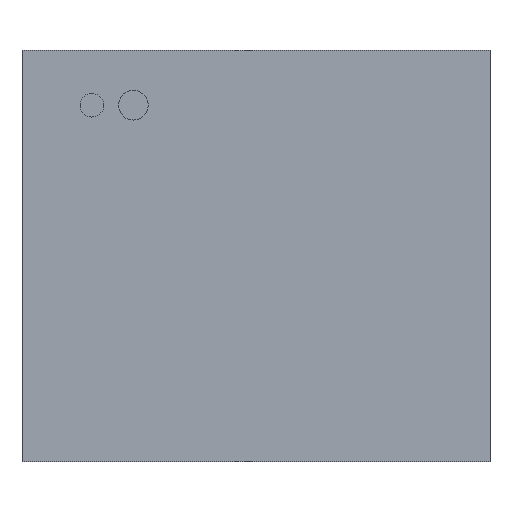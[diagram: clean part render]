
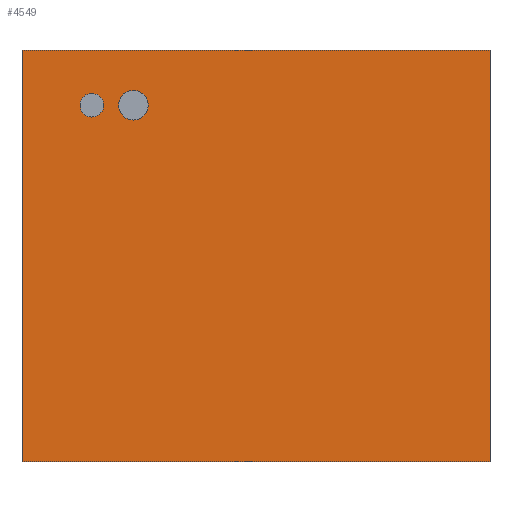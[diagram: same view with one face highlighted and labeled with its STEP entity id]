
A CAD part, front view. The second image highlights one B-rep face of the part: STEP entity #4549.
In plain terms, the highlighted planar face has unit normal (0, -1, 0).
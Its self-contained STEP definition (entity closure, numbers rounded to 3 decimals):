
#42=FACE_BOUND('',#435,.T.);
#43=FACE_BOUND('',#436,.T.);
#54=CIRCLE('',#4865,20.);
#56=CIRCLE('',#4869,25.);
#155=FACE_OUTER_BOUND('',#434,.T.);
#434=EDGE_LOOP('',(#3063,#3064,#3065,#3066));
#435=EDGE_LOOP('',(#3067));
#436=EDGE_LOOP('',(#3068));
#734=LINE('',#6486,#1340);
#736=LINE('',#6490,#1342);
#738=LINE('',#6494,#1344);
#740=LINE('',#6497,#1346);
#1340=VECTOR('',#5246,10.);
#1342=VECTOR('',#5250,10.);
#1344=VECTOR('',#5254,10.);
#1346=VECTOR('',#5258,10.);
#1924=VERTEX_POINT('',#6437);
#1926=VERTEX_POINT('',#6444);
#1939=VERTEX_POINT('',#6483);
#1940=VERTEX_POINT('',#6485);
#1941=VERTEX_POINT('',#6489);
#1942=VERTEX_POINT('',#6493);
#2357=EDGE_CURVE('',#1924,#1924,#54,.T.);
#2360=EDGE_CURVE('',#1926,#1926,#56,.T.);
#2378=EDGE_CURVE('',#1940,#1939,#734,.T.);
#2380=EDGE_CURVE('',#1941,#1940,#736,.T.);
#2382=EDGE_CURVE('',#1942,#1941,#738,.T.);
#2384=EDGE_CURVE('',#1939,#1942,#740,.T.);
#3063=ORIENTED_EDGE('',*,*,#2384,.T.);
#3064=ORIENTED_EDGE('',*,*,#2382,.T.);
#3065=ORIENTED_EDGE('',*,*,#2380,.T.);
#3066=ORIENTED_EDGE('',*,*,#2378,.T.);
#3067=ORIENTED_EDGE('',*,*,#2357,.T.);
#3068=ORIENTED_EDGE('',*,*,#2360,.T.);
#4287=PLANE('',#4881);
#4549=ADVANCED_FACE('',(#155,#42,#43),#4287,.T.);
#4865=AXIS2_PLACEMENT_3D('',#6439,#5202,#5203);
#4869=AXIS2_PLACEMENT_3D('',#6446,#5211,#5212);
#4881=AXIS2_PLACEMENT_3D('',#6498,#5259,#5260);
#5202=DIRECTION('center_axis',(0.,1.,0.));
#5203=DIRECTION('ref_axis',(1.,0.,0.));
#5211=DIRECTION('center_axis',(0.,1.,0.));
#5212=DIRECTION('ref_axis',(1.,0.,0.));
#5246=DIRECTION('',(-1.,0.,0.));
#5250=DIRECTION('',(0.,0.,1.));
#5254=DIRECTION('',(1.,0.,0.));
#5258=DIRECTION('',(0.,0.,-1.));
#5259=DIRECTION('center_axis',(0.,-1.,0.));
#5260=DIRECTION('ref_axis',(0.,0.,-1.));
#6437=CARTESIAN_POINT('',(-297.,-370.,254.5));
#6439=CARTESIAN_POINT('Origin',(-277.,-370.,254.5));
#6444=CARTESIAN_POINT('',(-232.,-370.,254.5));
#6446=CARTESIAN_POINT('Origin',(-207.,-370.,254.5));
#6483=CARTESIAN_POINT('',(-395.,-370.,347.5));
#6485=CARTESIAN_POINT('',(395.,-370.,347.5));
#6486=CARTESIAN_POINT('',(-395.,-370.,347.5));
#6489=CARTESIAN_POINT('',(395.,-370.,-347.5));
#6490=CARTESIAN_POINT('',(395.,-370.,347.5));
#6493=CARTESIAN_POINT('',(-395.,-370.,-347.5));
#6494=CARTESIAN_POINT('',(395.,-370.,-347.5));
#6497=CARTESIAN_POINT('',(-395.,-370.,-347.5));
#6498=CARTESIAN_POINT('Origin',(0.,-370.,0.));
